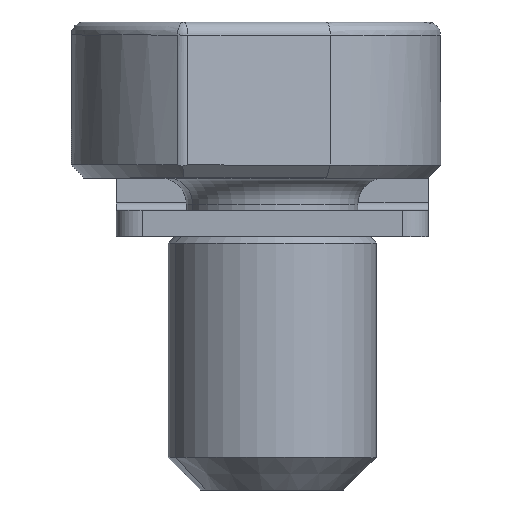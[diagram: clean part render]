
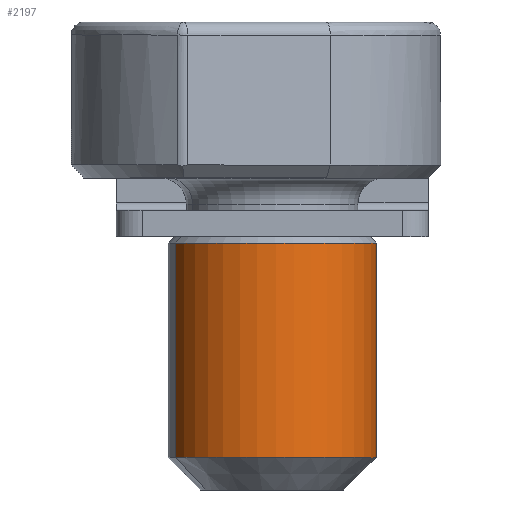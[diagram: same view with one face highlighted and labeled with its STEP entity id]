
A CAD part, left-side view. The second image highlights one B-rep face of the part: STEP entity #2197.
In plain terms, the highlighted cylindrical face has radius 4 mm (diameter 8 mm), a partial arc.
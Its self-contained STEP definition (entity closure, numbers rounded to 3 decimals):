
#177 = VERTEX_POINT ( 'NONE', #1722 ) ;
#205 = CARTESIAN_POINT ( 'NONE',  ( -4., 0., -2.5 ) ) ;
#271 = AXIS2_PLACEMENT_3D ( 'NONE', #2827, #613, #1928 ) ;
#325 = CIRCLE ( 'NONE', #1218, 4. ) ;
#443 = ORIENTED_EDGE ( 'NONE', *, *, #594, .T. ) ;
#517 = FACE_OUTER_BOUND ( 'NONE', #2963, .T. ) ;
#557 = ORIENTED_EDGE ( 'NONE', *, *, #2661, .F. ) ;
#594 = EDGE_CURVE ( 'NONE', #2342, #2178, #2501, .T. ) ;
#613 = DIRECTION ( 'NONE',  ( 0., 0., 1. ) ) ;
#1013 = ORIENTED_EDGE ( 'NONE', *, *, #2972, .F. ) ;
#1029 = DIRECTION ( 'NONE',  ( 1., 0., 0. ) ) ;
#1123 = CARTESIAN_POINT ( 'NONE',  ( -4., 0., -10.75 ) ) ;
#1158 = CARTESIAN_POINT ( 'NONE',  ( 0., 0., -2.5 ) ) ;
#1218 = AXIS2_PLACEMENT_3D ( 'NONE', #1158, #2059, #2748 ) ;
#1349 = CARTESIAN_POINT ( 'NONE',  ( 4., 0., -10.75 ) ) ;
#1421 = DIRECTION ( 'NONE',  ( 0., 0., 1. ) ) ;
#1525 = AXIS2_PLACEMENT_3D ( 'NONE', #2860, #1940, #1029 ) ;
#1527 = CYLINDRICAL_SURFACE ( 'NONE', #1525, 4. ) ;
#1584 = VERTEX_POINT ( 'NONE', #1349 ) ;
#1722 = CARTESIAN_POINT ( 'NONE',  ( 4., 0., -2.5 ) ) ;
#1928 = DIRECTION ( 'NONE',  ( 1., 0., 0. ) ) ;
#1935 = VECTOR ( 'NONE', #2156, 1000. ) ;
#1940 = DIRECTION ( 'NONE',  ( 0., 0., 1. ) ) ;
#2057 = CARTESIAN_POINT ( 'NONE',  ( -4., 0., -12. ) ) ;
#2059 = DIRECTION ( 'NONE',  ( 0., 0., 1. ) ) ;
#2156 = DIRECTION ( 'NONE',  ( 0., 0., 1. ) ) ;
#2178 = VERTEX_POINT ( 'NONE', #205 ) ;
#2197 = ADVANCED_FACE ( 'NONE', ( #517 ), #1527, .T. ) ;
#2296 = ORIENTED_EDGE ( 'NONE', *, *, #2727, .T. ) ;
#2342 = VERTEX_POINT ( 'NONE', #1123 ) ;
#2424 = LINE ( 'NONE', #2912, #1935 ) ;
#2460 = VECTOR ( 'NONE', #1421, 1000. ) ;
#2501 = LINE ( 'NONE', #2057, #2460 ) ;
#2604 = CIRCLE ( 'NONE', #271, 4. ) ;
#2661 = EDGE_CURVE ( 'NONE', #177, #2178, #325, .T. ) ;
#2727 = EDGE_CURVE ( 'NONE', #1584, #2342, #2604, .T. ) ;
#2748 = DIRECTION ( 'NONE',  ( 1., 0., 0. ) ) ;
#2827 = CARTESIAN_POINT ( 'NONE',  ( 0., 0., -10.75 ) ) ;
#2860 = CARTESIAN_POINT ( 'NONE',  ( 0., 0., -12. ) ) ;
#2912 = CARTESIAN_POINT ( 'NONE',  ( 4., 0., -12. ) ) ;
#2963 = EDGE_LOOP ( 'NONE', ( #2296, #443, #557, #1013 ) ) ;
#2972 = EDGE_CURVE ( 'NONE', #1584, #177, #2424, .T. ) ;
